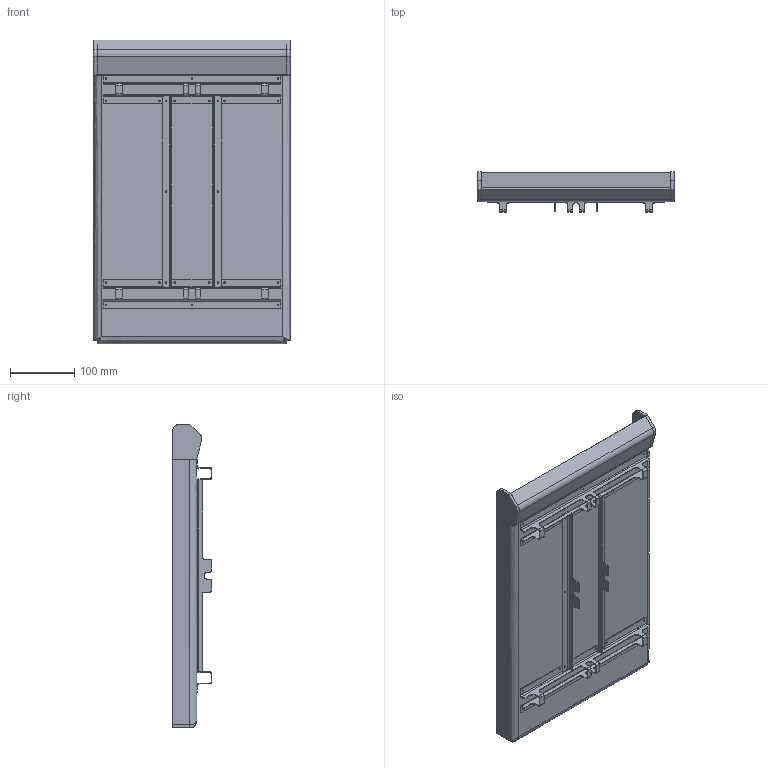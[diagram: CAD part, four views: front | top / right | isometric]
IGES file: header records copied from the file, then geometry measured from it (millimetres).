
Start section: SolidWorks IGES file using analytic representation for surfaces
Global section: file name: ARTP-G.IGS; native system: SolidWorks 2024; preprocessor: SolidWorks 2024; author: Jorge; date: 240304.095042; units: inch
Bounding box: 304.8 x 61.54 x 472.57 mm (x, y, z)
Surface area: 458551.3 mm2 (no closed solid volume)
Topology: 0 solids, 0 shells, 464 faces, 6849 edges, 7995 vertices
Faces by surface type: bspline 276, revolution 188
